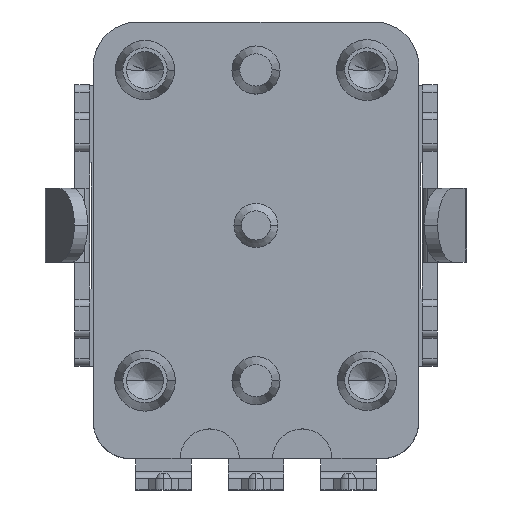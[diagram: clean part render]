
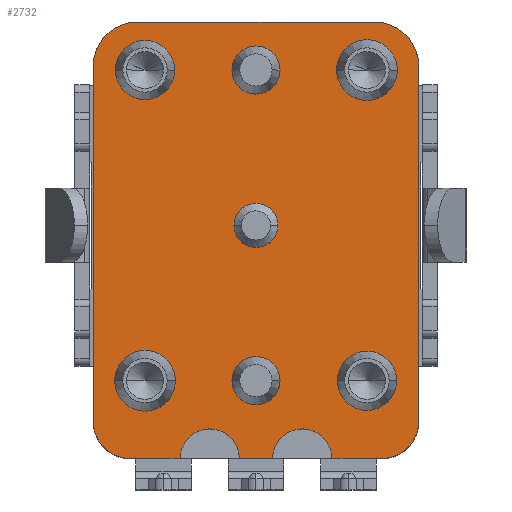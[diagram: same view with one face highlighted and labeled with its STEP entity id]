
A CAD part, top view. The second image highlights one B-rep face of the part: STEP entity #2732.
In plain terms, the highlighted planar face has unit normal (0, 0, 1).
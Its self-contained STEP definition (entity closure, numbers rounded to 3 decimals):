
#433 = VERTEX_POINT('',#434);
#434 = CARTESIAN_POINT('',(2.18,4.2,4.48));
#442 = VERTEX_POINT('',#443);
#443 = CARTESIAN_POINT('',(3.82,4.2,4.48));
#449 = EDGE_CURVE('',#442,#433,#450,.T.);
#450 = CIRCLE('',#451,0.82);
#451 = AXIS2_PLACEMENT_3D('',#452,#453,#454);
#452 = CARTESIAN_POINT('',(3.,4.2,4.48));
#453 = DIRECTION('',(0.,0.,1.));
#454 = DIRECTION('',(1.,0.,-0.));
#540 = VERTEX_POINT('',#541);
#541 = CARTESIAN_POINT('',(-2.2,4.2,4.48));
#547 = EDGE_CURVE('',#540,#548,#550,.T.);
#548 = VERTEX_POINT('',#549);
#549 = CARTESIAN_POINT('',(-3.8,4.2,4.48));
#550 = CIRCLE('',#551,0.8);
#551 = AXIS2_PLACEMENT_3D('',#552,#553,#554);
#552 = CARTESIAN_POINT('',(-3.,4.2,4.48));
#553 = DIRECTION('',(0.,-0.,1.));
#554 = DIRECTION('',(1.,0.,0.));
#614 = VERTEX_POINT('',#615);
#615 = CARTESIAN_POINT('',(0.65,4.2,4.48));
#621 = EDGE_CURVE('',#614,#622,#624,.T.);
#622 = VERTEX_POINT('',#623);
#623 = CARTESIAN_POINT('',(-0.65,4.2,4.48));
#624 = CIRCLE('',#625,0.65);
#625 = AXIS2_PLACEMENT_3D('',#626,#627,#628);
#626 = CARTESIAN_POINT('',(0.,4.2,4.48));
#627 = DIRECTION('',(0.,-0.,1.));
#628 = DIRECTION('',(1.,0.,0.));
#721 = VERTEX_POINT('',#722);
#722 = CARTESIAN_POINT('',(-2.18,-4.2,4.48));
#730 = VERTEX_POINT('',#731);
#731 = CARTESIAN_POINT('',(-3.82,-4.2,4.48));
#737 = EDGE_CURVE('',#730,#721,#738,.T.);
#738 = CIRCLE('',#739,0.82);
#739 = AXIS2_PLACEMENT_3D('',#740,#741,#742);
#740 = CARTESIAN_POINT('',(-3.,-4.2,4.48));
#741 = DIRECTION('',(0.,0.,1.));
#742 = DIRECTION('',(1.,0.,-0.));
#828 = VERTEX_POINT('',#829);
#829 = CARTESIAN_POINT('',(2.2,-4.2,4.48));
#835 = EDGE_CURVE('',#828,#836,#838,.T.);
#836 = VERTEX_POINT('',#837);
#837 = CARTESIAN_POINT('',(3.8,-4.2,4.48));
#838 = CIRCLE('',#839,0.8);
#839 = AXIS2_PLACEMENT_3D('',#840,#841,#842);
#840 = CARTESIAN_POINT('',(3.,-4.2,4.48));
#841 = DIRECTION('',(0.,0.,1.));
#842 = DIRECTION('',(-1.,0.,0.));
#902 = VERTEX_POINT('',#903);
#903 = CARTESIAN_POINT('',(-0.65,-4.2,4.48));
#909 = EDGE_CURVE('',#902,#910,#912,.T.);
#910 = VERTEX_POINT('',#911);
#911 = CARTESIAN_POINT('',(0.65,-4.2,4.48));
#912 = CIRCLE('',#913,0.65);
#913 = AXIS2_PLACEMENT_3D('',#914,#915,#916);
#914 = CARTESIAN_POINT('',(0.,-4.2,4.48));
#915 = DIRECTION('',(0.,0.,1.));
#916 = DIRECTION('',(-1.,0.,0.));
#1228 = VERTEX_POINT('',#1229);
#1229 = CARTESIAN_POINT('',(0.595,0.,4.48));
#1237 = VERTEX_POINT('',#1238);
#1238 = CARTESIAN_POINT('',(-0.595,0.,4.48));
#1244 = EDGE_CURVE('',#1228,#1237,#1245,.T.);
#1245 = CIRCLE('',#1246,0.595);
#1246 = AXIS2_PLACEMENT_3D('',#1247,#1248,#1249);
#1247 = CARTESIAN_POINT('',(0.,0.,4.48
    ));
#1248 = DIRECTION('',(0.,0.,-1.));
#1249 = DIRECTION('',(1.,0.,0.));
#1676 = EDGE_CURVE('',#1237,#1228,#1677,.T.);
#1677 = CIRCLE('',#1678,0.595);
#1678 = AXIS2_PLACEMENT_3D('',#1679,#1680,#1681);
#1679 = CARTESIAN_POINT('',(0.,0.,4.48
    ));
#1680 = DIRECTION('',(0.,0.,-1.));
#1681 = DIRECTION('',(1.,0.,0.));
#1973 = EDGE_CURVE('',#910,#902,#1974,.T.);
#1974 = CIRCLE('',#1975,0.65);
#1975 = AXIS2_PLACEMENT_3D('',#1976,#1977,#1978);
#1976 = CARTESIAN_POINT('',(0.,-4.2,4.48));
#1977 = DIRECTION('',(0.,0.,1.));
#1978 = DIRECTION('',(-1.,0.,0.));
#2015 = EDGE_CURVE('',#836,#828,#2016,.T.);
#2016 = CIRCLE('',#2017,0.8);
#2017 = AXIS2_PLACEMENT_3D('',#2018,#2019,#2020);
#2018 = CARTESIAN_POINT('',(3.,-4.2,4.48));
#2019 = DIRECTION('',(0.,0.,1.));
#2020 = DIRECTION('',(-1.,0.,0.));
#2066 = EDGE_CURVE('',#721,#730,#2067,.T.);
#2067 = CIRCLE('',#2068,0.82);
#2068 = AXIS2_PLACEMENT_3D('',#2069,#2070,#2071);
#2069 = CARTESIAN_POINT('',(-3.,-4.2,4.48));
#2070 = DIRECTION('',(0.,0.,1.));
#2071 = DIRECTION('',(1.,0.,-0.));
#2133 = EDGE_CURVE('',#622,#614,#2134,.T.);
#2134 = CIRCLE('',#2135,0.65);
#2135 = AXIS2_PLACEMENT_3D('',#2136,#2137,#2138);
#2136 = CARTESIAN_POINT('',(0.,4.2,4.48));
#2137 = DIRECTION('',(0.,-0.,1.));
#2138 = DIRECTION('',(1.,0.,0.));
#2175 = EDGE_CURVE('',#548,#540,#2176,.T.);
#2176 = CIRCLE('',#2177,0.8);
#2177 = AXIS2_PLACEMENT_3D('',#2178,#2179,#2180);
#2178 = CARTESIAN_POINT('',(-3.,4.2,4.48));
#2179 = DIRECTION('',(0.,-0.,1.));
#2180 = DIRECTION('',(1.,0.,0.));
#2226 = EDGE_CURVE('',#433,#442,#2227,.T.);
#2227 = CIRCLE('',#2228,0.82);
#2228 = AXIS2_PLACEMENT_3D('',#2229,#2230,#2231);
#2229 = CARTESIAN_POINT('',(3.,4.2,4.48));
#2230 = DIRECTION('',(0.,0.,1.));
#2231 = DIRECTION('',(1.,0.,-0.));
#2527 = VERTEX_POINT('',#2528);
#2528 = CARTESIAN_POINT('',(0.45,-6.3,4.48));
#2534 = EDGE_CURVE('',#2535,#2527,#2537,.T.);
#2535 = VERTEX_POINT('',#2536);
#2536 = CARTESIAN_POINT('',(-0.45,-6.3,4.48));
#2537 = LINE('',#2538,#2539);
#2538 = CARTESIAN_POINT('',(-3.4,-6.3,4.48));
#2539 = VECTOR('',#2540,1.);
#2540 = DIRECTION('',(1.,0.,0.));
#2559 = VERTEX_POINT('',#2560);
#2560 = CARTESIAN_POINT('',(-2.05,-6.3,4.48));
#2566 = EDGE_CURVE('',#2567,#2559,#2569,.T.);
#2567 = VERTEX_POINT('',#2568);
#2568 = CARTESIAN_POINT('',(-3.4,-6.3,4.48));
#2569 = LINE('',#2570,#2571);
#2570 = CARTESIAN_POINT('',(-3.4,-6.3,4.48));
#2571 = VECTOR('',#2572,1.);
#2572 = DIRECTION('',(1.,0.,0.));
#2605 = VERTEX_POINT('',#2606);
#2606 = CARTESIAN_POINT('',(3.4,-6.3,4.48));
#2612 = EDGE_CURVE('',#2613,#2605,#2615,.T.);
#2613 = VERTEX_POINT('',#2614);
#2614 = CARTESIAN_POINT('',(2.05,-6.3,4.48));
#2615 = LINE('',#2616,#2617);
#2616 = CARTESIAN_POINT('',(-3.4,-6.3,4.48));
#2617 = VECTOR('',#2618,1.);
#2618 = DIRECTION('',(1.,0.,0.));
#2732 = ADVANCED_FACE('',(#2733,#2810,#2814,#2818,#2822,#2826,#2830,
    #2834),#2838,.T.);
#2733 = FACE_BOUND('',#2734,.T.);
#2734 = EDGE_LOOP('',(#2735,#2742,#2743,#2752,#2760,#2769,#2777,#2786,
    #2794,#2801,#2802,#2809));
#2735 = ORIENTED_EDGE('',*,*,#2736,.F.);
#2736 = EDGE_CURVE('',#2613,#2527,#2737,.T.);
#2737 = CIRCLE('',#2738,0.8);
#2738 = AXIS2_PLACEMENT_3D('',#2739,#2740,#2741);
#2739 = CARTESIAN_POINT('',(1.25,-6.3,4.48));
#2740 = DIRECTION('',(0.,0.,1.));
#2741 = DIRECTION('',(-1.,0.,0.));
#2742 = ORIENTED_EDGE('',*,*,#2612,.T.);
#2743 = ORIENTED_EDGE('',*,*,#2744,.T.);
#2744 = EDGE_CURVE('',#2605,#2745,#2747,.T.);
#2745 = VERTEX_POINT('',#2746);
#2746 = CARTESIAN_POINT('',(4.4,-5.3,4.48));
#2747 = CIRCLE('',#2748,1.);
#2748 = AXIS2_PLACEMENT_3D('',#2749,#2750,#2751);
#2749 = CARTESIAN_POINT('',(3.4,-5.3,4.48));
#2750 = DIRECTION('',(0.,0.,1.));
#2751 = DIRECTION('',(1.,0.,-0.));
#2752 = ORIENTED_EDGE('',*,*,#2753,.T.);
#2753 = EDGE_CURVE('',#2745,#2754,#2756,.T.);
#2754 = VERTEX_POINT('',#2755);
#2755 = CARTESIAN_POINT('',(4.4,4.3,4.48));
#2756 = LINE('',#2757,#2758);
#2757 = CARTESIAN_POINT('',(4.4,4.3,4.48));
#2758 = VECTOR('',#2759,1.);
#2759 = DIRECTION('',(0.,1.,-0.));
#2760 = ORIENTED_EDGE('',*,*,#2761,.T.);
#2761 = EDGE_CURVE('',#2754,#2762,#2764,.T.);
#2762 = VERTEX_POINT('',#2763);
#2763 = CARTESIAN_POINT('',(3.2,5.5,4.48));
#2764 = CIRCLE('',#2765,1.2);
#2765 = AXIS2_PLACEMENT_3D('',#2766,#2767,#2768);
#2766 = CARTESIAN_POINT('',(3.2,4.3,4.48));
#2767 = DIRECTION('',(0.,0.,1.));
#2768 = DIRECTION('',(-1.,0.,0.));
#2769 = ORIENTED_EDGE('',*,*,#2770,.T.);
#2770 = EDGE_CURVE('',#2762,#2771,#2773,.T.);
#2771 = VERTEX_POINT('',#2772);
#2772 = CARTESIAN_POINT('',(-3.2,5.5,4.48));
#2773 = LINE('',#2774,#2775);
#2774 = CARTESIAN_POINT('',(-3.2,5.5,4.48));
#2775 = VECTOR('',#2776,1.);
#2776 = DIRECTION('',(-1.,0.,-0.));
#2777 = ORIENTED_EDGE('',*,*,#2778,.T.);
#2778 = EDGE_CURVE('',#2771,#2779,#2781,.T.);
#2779 = VERTEX_POINT('',#2780);
#2780 = CARTESIAN_POINT('',(-4.4,4.3,4.48));
#2781 = CIRCLE('',#2782,1.2);
#2782 = AXIS2_PLACEMENT_3D('',#2783,#2784,#2785);
#2783 = CARTESIAN_POINT('',(-3.2,4.3,4.48));
#2784 = DIRECTION('',(0.,0.,1.));
#2785 = DIRECTION('',(1.,0.,-0.));
#2786 = ORIENTED_EDGE('',*,*,#2787,.T.);
#2787 = EDGE_CURVE('',#2779,#2788,#2790,.T.);
#2788 = VERTEX_POINT('',#2789);
#2789 = CARTESIAN_POINT('',(-4.4,-5.3,4.48));
#2790 = LINE('',#2791,#2792);
#2791 = CARTESIAN_POINT('',(-4.4,4.3,4.48));
#2792 = VECTOR('',#2793,1.);
#2793 = DIRECTION('',(0.,-1.,0.));
#2794 = ORIENTED_EDGE('',*,*,#2795,.T.);
#2795 = EDGE_CURVE('',#2788,#2567,#2796,.T.);
#2796 = CIRCLE('',#2797,1.);
#2797 = AXIS2_PLACEMENT_3D('',#2798,#2799,#2800);
#2798 = CARTESIAN_POINT('',(-3.4,-5.3,4.48));
#2799 = DIRECTION('',(0.,0.,1.));
#2800 = DIRECTION('',(1.,0.,-0.));
#2801 = ORIENTED_EDGE('',*,*,#2566,.T.);
#2802 = ORIENTED_EDGE('',*,*,#2803,.F.);
#2803 = EDGE_CURVE('',#2535,#2559,#2804,.T.);
#2804 = CIRCLE('',#2805,0.8);
#2805 = AXIS2_PLACEMENT_3D('',#2806,#2807,#2808);
#2806 = CARTESIAN_POINT('',(-1.25,-6.3,4.48));
#2807 = DIRECTION('',(0.,0.,1.));
#2808 = DIRECTION('',(-1.,0.,0.));
#2809 = ORIENTED_EDGE('',*,*,#2534,.T.);
#2810 = FACE_BOUND('',#2811,.T.);
#2811 = EDGE_LOOP('',(#2812,#2813));
#2812 = ORIENTED_EDGE('',*,*,#2015,.F.);
#2813 = ORIENTED_EDGE('',*,*,#835,.F.);
#2814 = FACE_BOUND('',#2815,.T.);
#2815 = EDGE_LOOP('',(#2816,#2817));
#2816 = ORIENTED_EDGE('',*,*,#1973,.F.);
#2817 = ORIENTED_EDGE('',*,*,#909,.F.);
#2818 = FACE_BOUND('',#2819,.T.);
#2819 = EDGE_LOOP('',(#2820,#2821));
#2820 = ORIENTED_EDGE('',*,*,#2066,.F.);
#2821 = ORIENTED_EDGE('',*,*,#737,.F.);
#2822 = FACE_BOUND('',#2823,.T.);
#2823 = EDGE_LOOP('',(#2824,#2825));
#2824 = ORIENTED_EDGE('',*,*,#2175,.F.);
#2825 = ORIENTED_EDGE('',*,*,#547,.F.);
#2826 = FACE_BOUND('',#2827,.T.);
#2827 = EDGE_LOOP('',(#2828,#2829));
#2828 = ORIENTED_EDGE('',*,*,#2133,.F.);
#2829 = ORIENTED_EDGE('',*,*,#621,.F.);
#2830 = FACE_BOUND('',#2831,.T.);
#2831 = EDGE_LOOP('',(#2832,#2833));
#2832 = ORIENTED_EDGE('',*,*,#2226,.F.);
#2833 = ORIENTED_EDGE('',*,*,#449,.F.);
#2834 = FACE_BOUND('',#2835,.T.);
#2835 = EDGE_LOOP('',(#2836,#2837));
#2836 = ORIENTED_EDGE('',*,*,#1244,.T.);
#2837 = ORIENTED_EDGE('',*,*,#1676,.T.);
#2838 = PLANE('',#2839);
#2839 = AXIS2_PLACEMENT_3D('',#2840,#2841,#2842);
#2840 = CARTESIAN_POINT('',(-3.2,4.3,4.48));
#2841 = DIRECTION('',(0.,0.,1.));
#2842 = DIRECTION('',(1.,0.,-0.));
